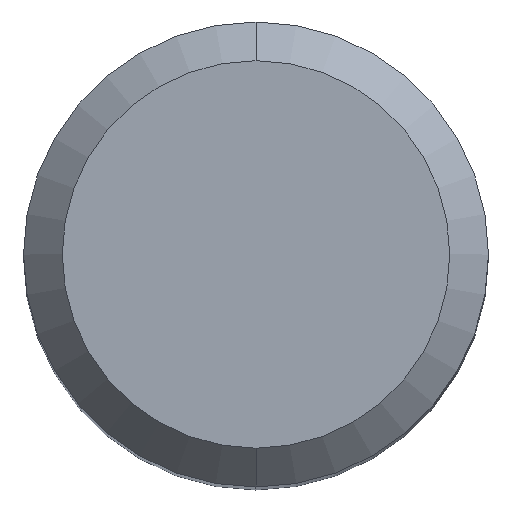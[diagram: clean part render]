
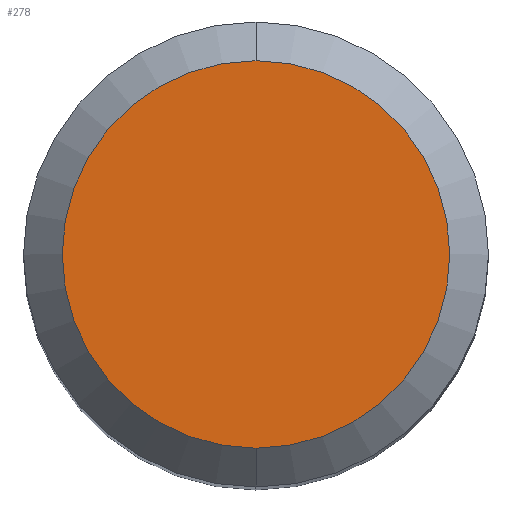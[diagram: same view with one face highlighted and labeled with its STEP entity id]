
A CAD part, top view. The second image highlights one B-rep face of the part: STEP entity #278.
In plain terms, the highlighted planar face has unit normal (0, 0, 1).
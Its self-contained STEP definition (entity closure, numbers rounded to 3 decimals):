
#1 = DIRECTION ( 'NONE',  ( 0., 0., 1. ) ) ;
#9 = ORIENTED_EDGE ( 'NONE', *, *, #12, .F. ) ;
#12 = EDGE_CURVE ( 'NONE', #179, #15, #211, .T. ) ;
#15 = VERTEX_POINT ( 'NONE', #115 ) ;
#25 = AXIS2_PLACEMENT_3D ( 'NONE', #370, #151, #245 ) ;
#47 = AXIS2_PLACEMENT_3D ( 'NONE', #168, #1, #251 ) ;
#90 = DIRECTION ( 'NONE',  ( 0., 1., 0. ) ) ;
#115 = CARTESIAN_POINT ( 'NONE',  ( 0., 5., 79. ) ) ;
#151 = DIRECTION ( 'NONE',  ( 0., 0., -1. ) ) ;
#168 = CARTESIAN_POINT ( 'NONE',  ( 0., 0., 79. ) ) ;
#179 = VERTEX_POINT ( 'NONE', #344 ) ;
#211 = CIRCLE ( 'NONE', #25, 5. ) ;
#215 = EDGE_LOOP ( 'NONE', ( #330, #9 ) ) ;
#245 = DIRECTION ( 'NONE',  ( 0., 1., 0. ) ) ;
#251 = DIRECTION ( 'NONE',  ( 0., -1., 0. ) ) ;
#261 = FACE_OUTER_BOUND ( 'NONE', #215, .T. ) ;
#277 = AXIS2_PLACEMENT_3D ( 'NONE', #445, #442, #90 ) ;
#278 = ADVANCED_FACE ( 'NONE', ( #261 ), #565, .T. ) ;
#296 = EDGE_CURVE ( 'NONE', #15, #179, #450, .T. ) ;
#330 = ORIENTED_EDGE ( 'NONE', *, *, #296, .F. ) ;
#344 = CARTESIAN_POINT ( 'NONE',  ( 0., -5., 79. ) ) ;
#370 = CARTESIAN_POINT ( 'NONE',  ( 0., 0., 79. ) ) ;
#442 = DIRECTION ( 'NONE',  ( 0., 0., -1. ) ) ;
#445 = CARTESIAN_POINT ( 'NONE',  ( 0., 0., 79. ) ) ;
#450 = CIRCLE ( 'NONE', #277, 5. ) ;
#565 = PLANE ( 'NONE',  #47 ) ;
